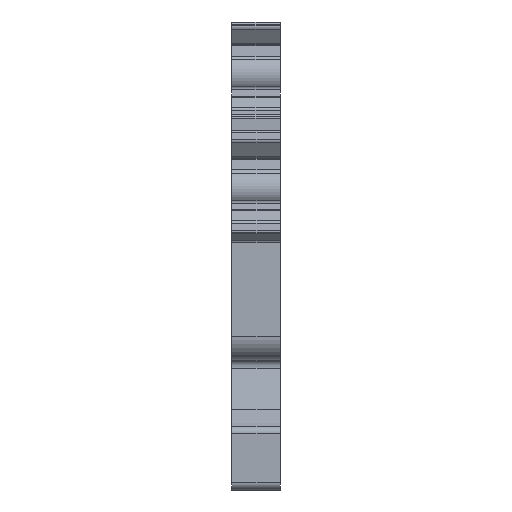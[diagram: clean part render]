
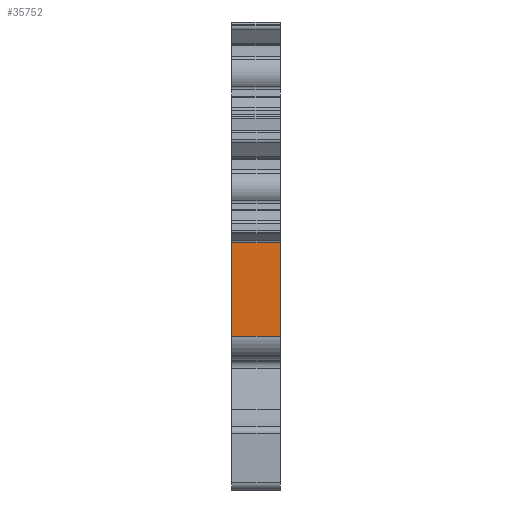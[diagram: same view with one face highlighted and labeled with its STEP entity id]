
A CAD part, left-side view. The second image highlights one B-rep face of the part: STEP entity #35752.
In plain terms, the highlighted planar face has unit normal (-1, 0, 0).
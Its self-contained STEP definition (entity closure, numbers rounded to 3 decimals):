
#387 = EDGE_CURVE ( 'NONE', #30001, #1614, #33342, .T. ) ;
#397 = DIRECTION ( 'NONE',  ( 0., 0., -1. ) ) ;
#1036 = EDGE_CURVE ( 'NONE', #47804, #30001, #29168, .T. ) ;
#1555 = ORIENTED_EDGE ( 'NONE', *, *, #44152, .F. ) ;
#1614 = VERTEX_POINT ( 'NONE', #15571 ) ;
#2423 = VECTOR ( 'NONE', #45662, 1000. ) ;
#3925 = LINE ( 'NONE', #30952, #8932 ) ;
#8932 = VECTOR ( 'NONE', #397, 1000. ) ;
#9239 = VECTOR ( 'NONE', #42186, 1000. ) ;
#9542 = CARTESIAN_POINT ( 'NONE',  ( -56.9, 5., 8.734 ) ) ;
#10280 = ORIENTED_EDGE ( 'NONE', *, *, #21791, .F. ) ;
#11353 = CARTESIAN_POINT ( 'NONE',  ( -56.9, 5., 8.734 ) ) ;
#14315 = DIRECTION ( 'NONE',  ( -1., 0., 0. ) ) ;
#14478 = ORIENTED_EDGE ( 'NONE', *, *, #387, .T. ) ;
#14829 = FACE_OUTER_BOUND ( 'NONE', #19843, .T. ) ;
#15571 = CARTESIAN_POINT ( 'NONE',  ( -56.9, 0., 8.734 ) ) ;
#17619 = DIRECTION ( 'NONE',  ( 0., 1., 0. ) ) ;
#18946 = CARTESIAN_POINT ( 'NONE',  ( -56.9, 5., 18.488 ) ) ;
#19192 = LINE ( 'NONE', #18946, #9239 ) ;
#19843 = EDGE_LOOP ( 'NONE', ( #1555, #10280, #33742, #14478 ) ) ;
#21664 = PLANE ( 'NONE',  #22195 ) ;
#21791 = EDGE_CURVE ( 'NONE', #47804, #34738, #19192, .T. ) ;
#22195 = AXIS2_PLACEMENT_3D ( 'NONE', #41369, #14315, #17619 ) ;
#27526 = VECTOR ( 'NONE', #40774, 1000. ) ;
#29168 = LINE ( 'NONE', #29669, #27526 ) ;
#29669 = CARTESIAN_POINT ( 'NONE',  ( -56.9, 5., 8.734 ) ) ;
#30001 = VERTEX_POINT ( 'NONE', #9542 ) ;
#30952 = CARTESIAN_POINT ( 'NONE',  ( -56.9, 0., 8.734 ) ) ;
#33342 = LINE ( 'NONE', #11353, #2423 ) ;
#33742 = ORIENTED_EDGE ( 'NONE', *, *, #1036, .T. ) ;
#34738 = VERTEX_POINT ( 'NONE', #37611 ) ;
#35752 = ADVANCED_FACE ( 'NONE', ( #14829 ), #21664, .T. ) ;
#37611 = CARTESIAN_POINT ( 'NONE',  ( -56.9, 0., 18.488 ) ) ;
#40774 = DIRECTION ( 'NONE',  ( 0., 0., -1. ) ) ;
#41369 = CARTESIAN_POINT ( 'NONE',  ( -56.9, 5., 8.734 ) ) ;
#42186 = DIRECTION ( 'NONE',  ( 0., -1., 0. ) ) ;
#44152 = EDGE_CURVE ( 'NONE', #34738, #1614, #3925, .T. ) ;
#44306 = CARTESIAN_POINT ( 'NONE',  ( -56.9, 5., 18.488 ) ) ;
#45662 = DIRECTION ( 'NONE',  ( 0., -1., 0. ) ) ;
#47804 = VERTEX_POINT ( 'NONE', #44306 ) ;
